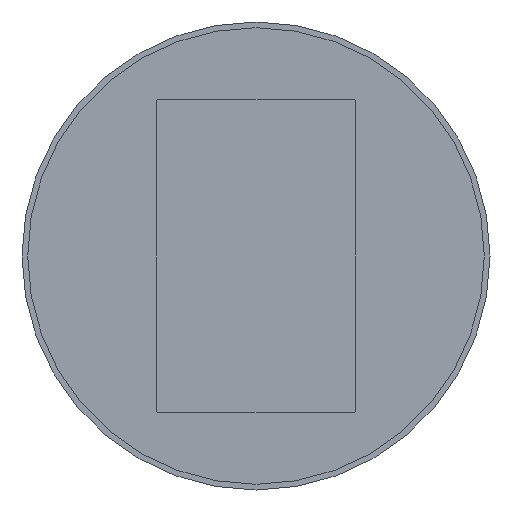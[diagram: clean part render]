
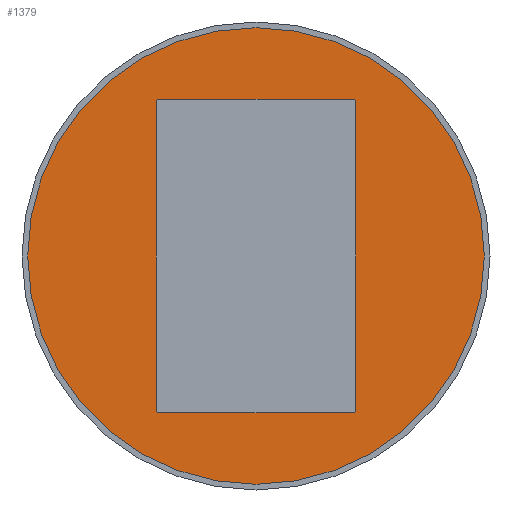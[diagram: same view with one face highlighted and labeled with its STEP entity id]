
A CAD part, left-side view. The second image highlights one B-rep face of the part: STEP entity #1379.
In plain terms, the highlighted face is planar.
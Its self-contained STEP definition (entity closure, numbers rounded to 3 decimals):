
#1019 = DIRECTION ( 'NONE',  ( 0., 0., 1. ) ) ;
#1284 = FACE_OUTER_BOUND ( 'NONE', #3891, .T. ) ;
#1379 = ADVANCED_FACE ( 'NONE', ( #1284 ), #4237, .F. ) ;
#1524 = VERTEX_POINT ( 'NONE', #5630 ) ;
#2565 = VERTEX_POINT ( 'NONE', #7514 ) ;
#2967 = DIRECTION ( 'NONE',  ( 0., 0., 1. ) ) ;
#3342 = CARTESIAN_POINT ( 'NONE',  ( 0., 0., 0. ) ) ;
#3708 = EDGE_CURVE ( 'NONE', #1524, #2565, #5780, .T. ) ;
#3869 = EDGE_CURVE ( 'NONE', #2565, #1524, #6885, .T. ) ;
#3891 = EDGE_LOOP ( 'NONE', ( #6297, #5883 ) ) ;
#4237 = PLANE ( 'NONE',  #6104 ) ;
#4615 = CARTESIAN_POINT ( 'NONE',  ( 0., 0., 0. ) ) ;
#5521 = DIRECTION ( 'NONE',  ( 1., 0., 0. ) ) ;
#5630 = CARTESIAN_POINT ( 'NONE',  ( -40., 0., 0. ) ) ;
#5780 = CIRCLE ( 'NONE', #8270, 40. ) ;
#5883 = ORIENTED_EDGE ( 'NONE', *, *, #3869, .F. ) ;
#6104 = AXIS2_PLACEMENT_3D ( 'NONE', #4615, #2967, #8215 ) ;
#6297 = ORIENTED_EDGE ( 'NONE', *, *, #3708, .F. ) ;
#6681 = CARTESIAN_POINT ( 'NONE',  ( 0., 0., 0. ) ) ;
#6885 = CIRCLE ( 'NONE', #8118, 40. ) ;
#7412 = DIRECTION ( 'NONE',  ( 1., 0., 0. ) ) ;
#7514 = CARTESIAN_POINT ( 'NONE',  ( 40., 0., 0. ) ) ;
#8118 = AXIS2_PLACEMENT_3D ( 'NONE', #6681, #8916, #7412 ) ;
#8215 = DIRECTION ( 'NONE',  ( 1., 0., 0. ) ) ;
#8270 = AXIS2_PLACEMENT_3D ( 'NONE', #3342, #1019, #5521 ) ;
#8916 = DIRECTION ( 'NONE',  ( 0., 0., 1. ) ) ;
